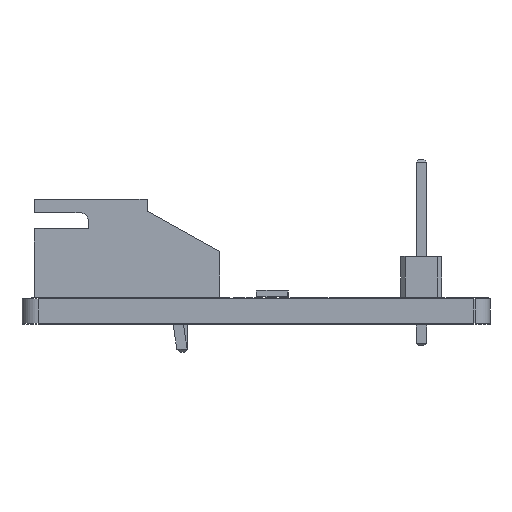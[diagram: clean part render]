
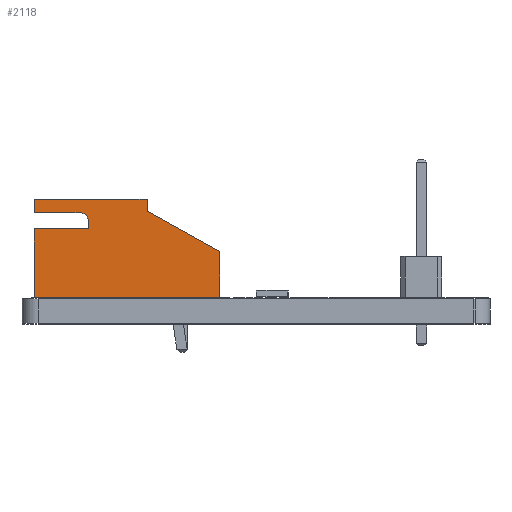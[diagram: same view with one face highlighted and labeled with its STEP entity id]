
A CAD part, left-side view. The second image highlights one B-rep face of the part: STEP entity #2118.
In plain terms, the highlighted face is planar.
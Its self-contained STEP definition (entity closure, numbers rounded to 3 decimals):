
#1432 = VERTEX_POINT('',#1433);
#1433 = CARTESIAN_POINT('',(7.45,-2.2,5.35));
#1441 = EDGE_CURVE('',#1432,#1442,#1444,.T.);
#1442 = VERTEX_POINT('',#1443);
#1443 = CARTESIAN_POINT('',(7.45,-2.2,6.1));
#1444 = LINE('',#1445,#1446);
#1445 = CARTESIAN_POINT('',(7.45,-2.2,0.35));
#1446 = VECTOR('',#1447,1.);
#1447 = DIRECTION('',(0.,0.,1.));
#1554 = VERTEX_POINT('',#1555);
#1555 = CARTESIAN_POINT('',(7.45,-9.2,0.));
#1561 = EDGE_CURVE('',#1554,#1562,#1564,.T.);
#1562 = VERTEX_POINT('',#1563);
#1563 = CARTESIAN_POINT('',(7.45,-9.2,4.25));
#1564 = LINE('',#1565,#1566);
#1565 = CARTESIAN_POINT('',(7.45,-9.2,0.));
#1566 = VECTOR('',#1567,1.);
#1567 = DIRECTION('',(0.,0.,1.));
#1633 = EDGE_CURVE('',#1442,#1634,#1636,.T.);
#1634 = VERTEX_POINT('',#1635);
#1635 = CARTESIAN_POINT('',(7.45,-9.2,6.1));
#1636 = LINE('',#1637,#1638);
#1637 = CARTESIAN_POINT('',(7.45,-2.2,6.1));
#1638 = VECTOR('',#1639,1.);
#1639 = DIRECTION('',(0.,-1.,0.));
#2101 = VERTEX_POINT('',#2102);
#2102 = CARTESIAN_POINT('',(7.45,2.3,2.85));
#2108 = EDGE_CURVE('',#1432,#2101,#2109,.T.);
#2109 = LINE('',#2110,#2111);
#2110 = CARTESIAN_POINT('',(7.45,-2.2,5.35));
#2111 = VECTOR('',#2112,1.);
#2112 = DIRECTION('',(0.,0.874,-0.486)
  );
#2118 = ADVANCED_FACE('',(#2119),#2178,.T.);
#2119 = FACE_BOUND('',#2120,.T.);
#2120 = EDGE_LOOP('',(#2121,#2122,#2130,#2136,#2137,#2138,#2139,#2147,
    #2155,#2164,#2172));
#2121 = ORIENTED_EDGE('',*,*,#1561,.F.);
#2122 = ORIENTED_EDGE('',*,*,#2123,.F.);
#2123 = EDGE_CURVE('',#2124,#1554,#2126,.T.);
#2124 = VERTEX_POINT('',#2125);
#2125 = CARTESIAN_POINT('',(7.45,2.3,0.));
#2126 = LINE('',#2127,#2128);
#2127 = CARTESIAN_POINT('',(7.45,2.3,0.));
#2128 = VECTOR('',#2129,1.);
#2129 = DIRECTION('',(0.,-1.,0.));
#2130 = ORIENTED_EDGE('',*,*,#2131,.F.);
#2131 = EDGE_CURVE('',#2101,#2124,#2132,.T.);
#2132 = LINE('',#2133,#2134);
#2133 = CARTESIAN_POINT('',(7.45,2.3,2.85));
#2134 = VECTOR('',#2135,1.);
#2135 = DIRECTION('',(-0.,0.,-1.));
#2136 = ORIENTED_EDGE('',*,*,#2108,.F.);
#2137 = ORIENTED_EDGE('',*,*,#1441,.T.);
#2138 = ORIENTED_EDGE('',*,*,#1633,.T.);
#2139 = ORIENTED_EDGE('',*,*,#2140,.F.);
#2140 = EDGE_CURVE('',#2141,#1634,#2143,.T.);
#2141 = VERTEX_POINT('',#2142);
#2142 = CARTESIAN_POINT('',(7.45,-9.2,5.25));
#2143 = LINE('',#2144,#2145);
#2144 = CARTESIAN_POINT('',(7.45,-9.2,0.35));
#2145 = VECTOR('',#2146,1.);
#2146 = DIRECTION('',(0.,0.,1.));
#2147 = ORIENTED_EDGE('',*,*,#2148,.T.);
#2148 = EDGE_CURVE('',#2141,#2149,#2151,.T.);
#2149 = VERTEX_POINT('',#2150);
#2150 = CARTESIAN_POINT('',(7.45,-6.35,5.25));
#2151 = LINE('',#2152,#2153);
#2152 = CARTESIAN_POINT('',(7.45,-9.2,5.25));
#2153 = VECTOR('',#2154,1.);
#2154 = DIRECTION('',(0.,1.,0.));
#2155 = ORIENTED_EDGE('',*,*,#2156,.T.);
#2156 = EDGE_CURVE('',#2149,#2157,#2159,.T.);
#2157 = VERTEX_POINT('',#2158);
#2158 = CARTESIAN_POINT('',(7.45,-5.85,4.75));
#2159 = CIRCLE('',#2160,0.5);
#2160 = AXIS2_PLACEMENT_3D('',#2161,#2162,#2163);
#2161 = CARTESIAN_POINT('',(7.45,-6.35,4.75));
#2162 = DIRECTION('',(-1.,0.,0.));
#2163 = DIRECTION('',(0.,0.,1.));
#2164 = ORIENTED_EDGE('',*,*,#2165,.T.);
#2165 = EDGE_CURVE('',#2157,#2166,#2168,.T.);
#2166 = VERTEX_POINT('',#2167);
#2167 = CARTESIAN_POINT('',(7.45,-5.85,4.25));
#2168 = LINE('',#2169,#2170);
#2169 = CARTESIAN_POINT('',(7.45,-5.85,4.75));
#2170 = VECTOR('',#2171,1.);
#2171 = DIRECTION('',(0.,0.,-1.));
#2172 = ORIENTED_EDGE('',*,*,#2173,.T.);
#2173 = EDGE_CURVE('',#2166,#1562,#2174,.T.);
#2174 = LINE('',#2175,#2176);
#2175 = CARTESIAN_POINT('',(7.45,-5.85,4.25));
#2176 = VECTOR('',#2177,1.);
#2177 = DIRECTION('',(0.,-1.,0.));
#2178 = PLANE('',#2179);
#2179 = AXIS2_PLACEMENT_3D('',#2180,#2181,#2182);
#2180 = CARTESIAN_POINT('',(7.45,-4.427,3.048));
#2181 = DIRECTION('',(1.,0.,0.));
#2182 = DIRECTION('',(0.,0.,-1.));
